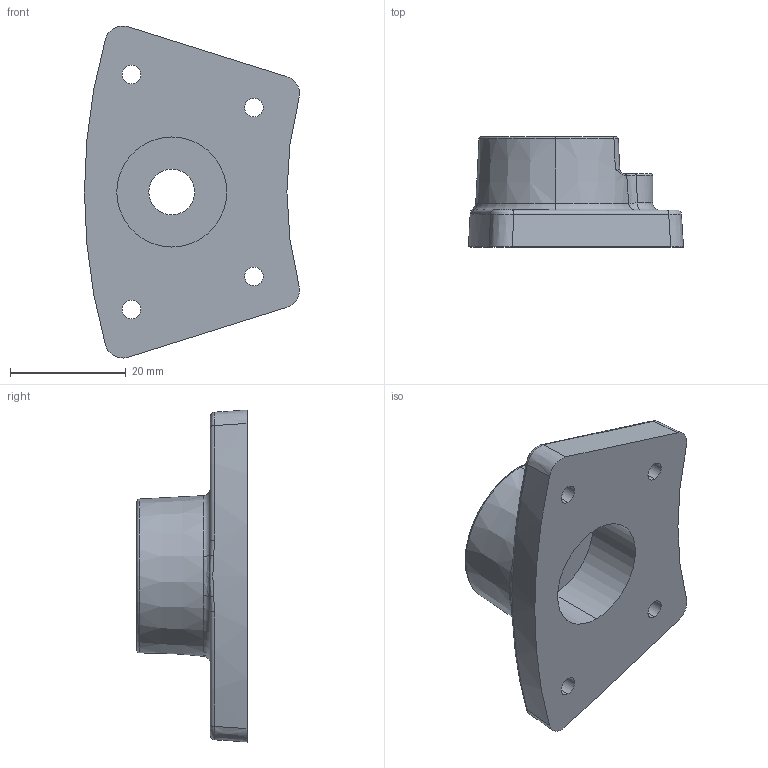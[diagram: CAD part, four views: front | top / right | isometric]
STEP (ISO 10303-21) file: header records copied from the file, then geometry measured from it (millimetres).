
FILE_DESCRIPTION(('FreeCAD Model'),'2;1');
FILE_NAME('Open CASCADE Shape Model','2024-11-14T14:39:42',('BT'),(''), 'Open CASCADE STEP processor 7.6','FreeCAD','Unknown');
FILE_SCHEMA(('AUTOMOTIVE_DESIGN { 1 0 10303 214 1 1 1 1 }'));
Length unit declared in the file: millimetre
Products named in the file (1): Body
Bounding box: 37.24 x 19.05 x 57.49 mm (x, y, z)
Volume: 14348.8 mm3; surface area: 6357.7 mm2
Topology: 1 solids, 1 shells, 72 faces, 172 edges, 102 vertices
Faces by surface type: bspline 26, cylinder 18, torus 14, plane 8, cone 6
Entity records: 10426 total; most frequent: CARTESIAN_POINT 8844, ORIENTED_EDGE 340, DIRECTION 301, EDGE_CURVE 170, AXIS2_PLACEMENT_3D 139, VERTEX_POINT 102, CIRCLE 92, FACE_BOUND 84
